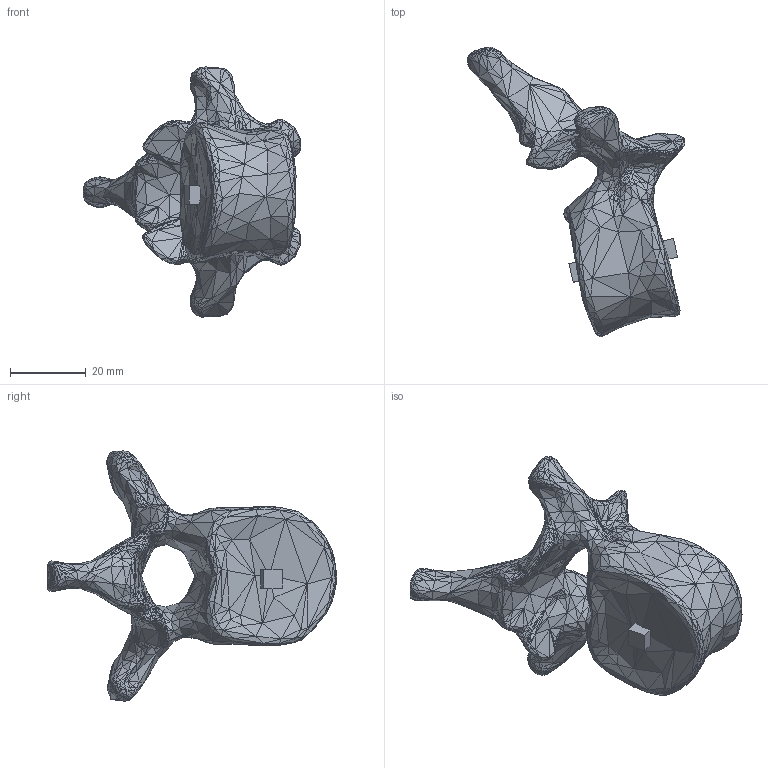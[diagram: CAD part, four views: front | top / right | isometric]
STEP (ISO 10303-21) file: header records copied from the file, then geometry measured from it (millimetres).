
FILE_DESCRIPTION(/* description */ (''),/* implementation_level */ '2;1');
FILE_NAME(/* name */ 'T10_.step',/* time_stamp */ '2022-06-24T13:43:36-04:00',/* author */ (''),/* organization */ (''),/* preprocessor_version */ 'ST-DEVELOPER v19',/* originating_system */ 'Autodesk Translation Framework v11.7.0.108',/* authorisation */ '');
FILE_SCHEMA (('AUTOMOTIVE_DESIGN { 1 0 10303 214 3 1 1 }'));
Length unit declared in the file: millimetre
Products named in the file (1): T10
Bounding box: 57.36 x 76.24 x 65.9 mm (x, y, z)
Volume: 36620.8 mm3; surface area: 10296.8 mm2
Topology: 1 solids, 1 shells, 2801 faces, 4224 edges, 1423 vertices
Faces by surface type: plane 2801
Entity records: 54863 total; most frequent: DIRECTION 9828, CARTESIAN_POINT 8449, ORIENTED_EDGE 8448, LINE 4224, VECTOR 4224, EDGE_CURVE 4224, AXIS2_PLACEMENT_3D 2802, FACE_OUTER_BOUND 2801
